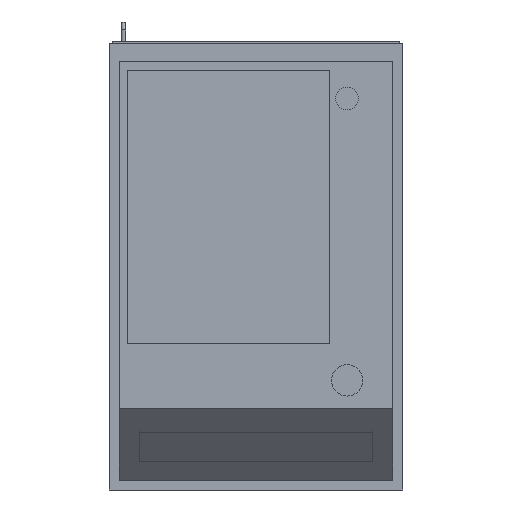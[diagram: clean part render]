
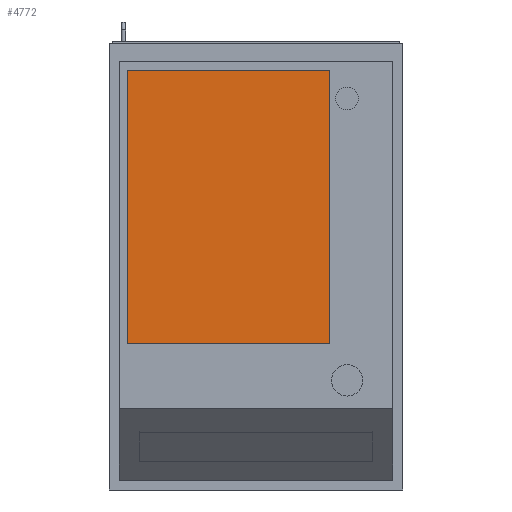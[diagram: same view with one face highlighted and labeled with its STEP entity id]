
A CAD part, front view. The second image highlights one B-rep face of the part: STEP entity #4772.
In plain terms, the highlighted planar face has unit normal (0, -1, 0).
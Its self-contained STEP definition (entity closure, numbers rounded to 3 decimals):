
#354=FACE_OUTER_BOUND('',#642,.T.);
#642=EDGE_LOOP('',(#3611,#3612,#3613,#3614));
#1016=LINE('',#7300,#1580);
#1019=LINE('',#7306,#1583);
#1022=LINE('',#7312,#1586);
#1025=LINE('',#7316,#1589);
#1580=VECTOR('',#5935,10.);
#1583=VECTOR('',#5940,10.);
#1586=VECTOR('',#5945,10.);
#1589=VECTOR('',#5950,10.);
#2121=VERTEX_POINT('',#7297);
#2122=VERTEX_POINT('',#7299);
#2124=VERTEX_POINT('',#7305);
#2126=VERTEX_POINT('',#7311);
#2660=EDGE_CURVE('',#2122,#2121,#1016,.T.);
#2663=EDGE_CURVE('',#2124,#2122,#1019,.T.);
#2666=EDGE_CURVE('',#2126,#2124,#1022,.T.);
#2669=EDGE_CURVE('',#2121,#2126,#1025,.T.);
#3611=ORIENTED_EDGE('',*,*,#2669,.T.);
#3612=ORIENTED_EDGE('',*,*,#2666,.T.);
#3613=ORIENTED_EDGE('',*,*,#2663,.T.);
#3614=ORIENTED_EDGE('',*,*,#2660,.T.);
#4511=PLANE('',#5167);
#4772=ADVANCED_FACE('',(#354),#4511,.T.);
#5167=AXIS2_PLACEMENT_3D('',#7317,#5951,#5952);
#5935=DIRECTION('',(0.,0.,1.));
#5940=DIRECTION('',(1.,0.,0.));
#5945=DIRECTION('',(0.,0.,-1.));
#5950=DIRECTION('',(-1.,0.,0.));
#5951=DIRECTION('center_axis',(0.,-1.,0.));
#5952=DIRECTION('ref_axis',(0.,0.,-1.));
#7297=CARTESIAN_POINT('',(129.,-457.5,352.5));
#7299=CARTESIAN_POINT('',(129.,-457.5,-127.5));
#7300=CARTESIAN_POINT('',(129.,-457.5,-127.5));
#7305=CARTESIAN_POINT('',(-226.,-457.5,-127.5));
#7306=CARTESIAN_POINT('',(-226.,-457.5,-127.5));
#7311=CARTESIAN_POINT('',(-226.,-457.5,352.5));
#7312=CARTESIAN_POINT('',(-226.,-457.5,352.5));
#7316=CARTESIAN_POINT('',(129.,-457.5,352.5));
#7317=CARTESIAN_POINT('Origin',(-48.5,-457.5,112.5));
